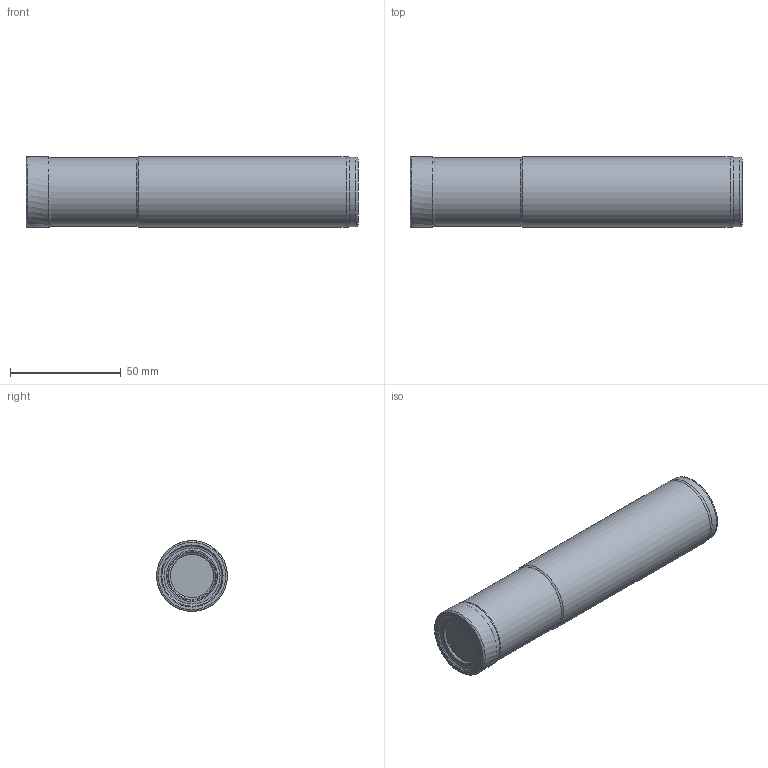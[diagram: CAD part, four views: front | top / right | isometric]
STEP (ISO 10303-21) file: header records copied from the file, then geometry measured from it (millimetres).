
FILE_DESCRIPTION(/* description */ (''),/* implementation_level */ '2;1');
FILE_NAME(/* name */ 'AEM90-AO1236-D32-W32-L150-Z04.stp',/* time_stamp */ '2023-10-03T13:58:16+03:00',/* author */ (''),/* organization */ (''),/* preprocessor_version */ 'ST-DEVELOPER v19.4',/* originating_system */ 'SIEMENS PLM Software NX2306.3001',/* authorisation */ '');
FILE_SCHEMA (('AUTOMOTIVE_DESIGN { 1 0 10303 214 3 1 1 1 }'));
Length unit declared in the file: millimetre
Products named in the file (1): AEM90-AO1236-D32-W32-L150-Z04
Bounding box: 149.99 x 32 x 32 mm (x, y, z)
Volume: 122253 mm3; surface area: 18980.5 mm2
Topology: 2 solids, 2 shells, 32 faces, 79 edges, 49 vertices
Faces by surface type: revolution 18, cone 5, torus 4, cylinder 3, plane 2
Full cylindrical faces by diameter (mm): 31 x1, 31.5 x1, 32 x1
Entity records: 848 total; most frequent: CARTESIAN_POINT 155, DIRECTION 124, EDGE_LOOP 62, ORIENTED_EDGE 62, FACE_BOUND 60, AXIS2_PLACEMENT_3D 48, ADVANCED_FACE 32, VERTEX_POINT 31
